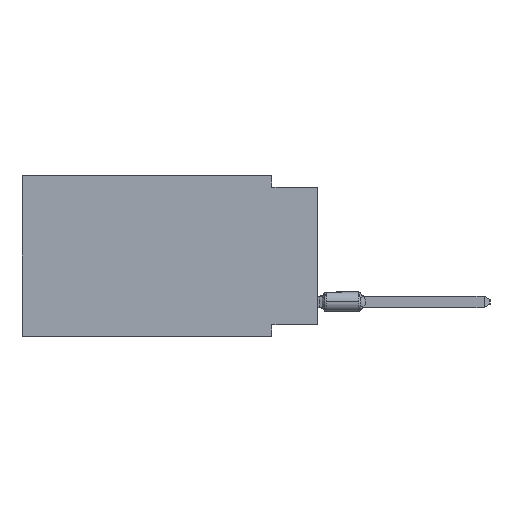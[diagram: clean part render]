
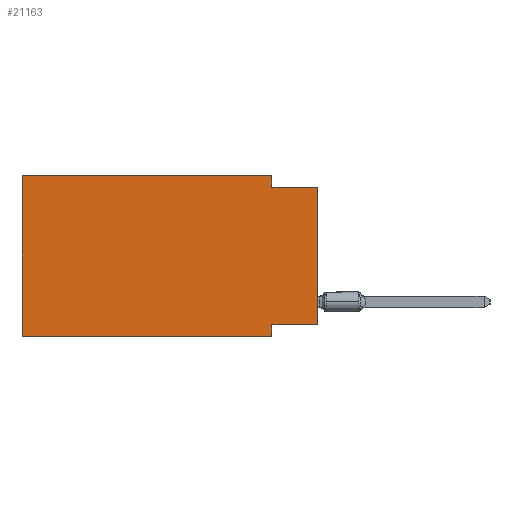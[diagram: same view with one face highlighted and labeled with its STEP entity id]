
A CAD part, left-side view. The second image highlights one B-rep face of the part: STEP entity #21163.
In plain terms, the highlighted planar face has unit normal (-1, 0, 0).
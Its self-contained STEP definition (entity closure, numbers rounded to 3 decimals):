
#559 = CARTESIAN_POINT ( 'NONE',  ( 0., 0., 0. ) ) ;
#1437 = VECTOR ( 'NONE', #17718, 1000. ) ;
#2532 = DIRECTION ( 'NONE',  ( 0., 0., 1. ) ) ;
#3623 = DIRECTION ( 'NONE',  ( 0., 0., -1. ) ) ;
#3645 = CARTESIAN_POINT ( 'NONE',  ( 0., 2.54, 0. ) ) ;
#3899 = LINE ( 'NONE', #19852, #19486 ) ;
#4033 = DIRECTION ( 'NONE',  ( 0., 1., 0. ) ) ;
#4054 = VECTOR ( 'NONE', #11482, 1000. ) ;
#4391 = EDGE_CURVE ( 'NONE', #6544, #22570, #18467, .T. ) ;
#4769 = DIRECTION ( 'NONE',  ( 0., -1., 0. ) ) ;
#5157 = CARTESIAN_POINT ( 'NONE',  ( 0., 16.383, -8.89 ) ) ;
#5408 = EDGE_CURVE ( 'NONE', #14814, #15334, #17849, .T. ) ;
#5483 = ORIENTED_EDGE ( 'NONE', *, *, #21973, .F. ) ;
#6309 = VERTEX_POINT ( 'NONE', #22424 ) ;
#6363 = DIRECTION ( 'NONE',  ( 0., 0., 1. ) ) ;
#6450 = VECTOR ( 'NONE', #14024, 1000. ) ;
#6487 = EDGE_CURVE ( 'NONE', #24189, #15334, #17171, .T. ) ;
#6531 = CARTESIAN_POINT ( 'NONE',  ( 0., 2.54, -8.89 ) ) ;
#6544 = VERTEX_POINT ( 'NONE', #7383 ) ;
#7383 = CARTESIAN_POINT ( 'NONE',  ( 0., 0., -8.255 ) ) ;
#8554 = ORIENTED_EDGE ( 'NONE', *, *, #19237, .F. ) ;
#8579 = CARTESIAN_POINT ( 'NONE',  ( 0., 16.383, 0. ) ) ;
#9360 = CARTESIAN_POINT ( 'NONE',  ( 0., 2.54, 0. ) ) ;
#9465 = CARTESIAN_POINT ( 'NONE',  ( 0., 2.54, -8.255 ) ) ;
#9489 = CARTESIAN_POINT ( 'NONE',  ( 0., 2.54, -8.89 ) ) ;
#9637 = ORIENTED_EDGE ( 'NONE', *, *, #15817, .F. ) ;
#10296 = LINE ( 'NONE', #18262, #18902 ) ;
#11482 = DIRECTION ( 'NONE',  ( 0., 0., -1. ) ) ;
#11987 = DIRECTION ( 'NONE',  ( 1., 0., 0. ) ) ;
#11992 = ORIENTED_EDGE ( 'NONE', *, *, #5408, .F. ) ;
#12368 = VECTOR ( 'NONE', #2532, 1000. ) ;
#12543 = DIRECTION ( 'NONE',  ( 0., -1., 0. ) ) ;
#13624 = EDGE_LOOP ( 'NONE', ( #16498, #14418, #5483, #8554, #9637, #17808, #11992, #19015 ) ) ;
#13891 = CARTESIAN_POINT ( 'NONE',  ( 0., 0., -0.635 ) ) ;
#14024 = DIRECTION ( 'NONE',  ( 0., -1., 0. ) ) ;
#14418 = ORIENTED_EDGE ( 'NONE', *, *, #24374, .F. ) ;
#14493 = AXIS2_PLACEMENT_3D ( 'NONE', #17865, #11987, #3623 ) ;
#14814 = VERTEX_POINT ( 'NONE', #9465 ) ;
#14819 = CARTESIAN_POINT ( 'NONE',  ( 0., 0., -0.635 ) ) ;
#15334 = VERTEX_POINT ( 'NONE', #6531 ) ;
#15507 = FACE_OUTER_BOUND ( 'NONE', #13624, .T. ) ;
#15817 = EDGE_CURVE ( 'NONE', #24189, #23375, #10296, .T. ) ;
#16496 = VECTOR ( 'NONE', #12543, 1000. ) ;
#16498 = ORIENTED_EDGE ( 'NONE', *, *, #4391, .T. ) ;
#16624 = CARTESIAN_POINT ( 'NONE',  ( 0., 16.383, -8.89 ) ) ;
#17171 = LINE ( 'NONE', #5157, #21953 ) ;
#17718 = DIRECTION ( 'NONE',  ( 0., 0., -1. ) ) ;
#17808 = ORIENTED_EDGE ( 'NONE', *, *, #6487, .T. ) ;
#17849 = LINE ( 'NONE', #9489, #1437 ) ;
#17865 = CARTESIAN_POINT ( 'NONE',  ( 0., 16.383, 0. ) ) ;
#18262 = CARTESIAN_POINT ( 'NONE',  ( 0., 16.383, 0. ) ) ;
#18467 = LINE ( 'NONE', #559, #12368 ) ;
#18902 = VECTOR ( 'NONE', #6363, 1000. ) ;
#19015 = ORIENTED_EDGE ( 'NONE', *, *, #22037, .F. ) ;
#19237 = EDGE_CURVE ( 'NONE', #23375, #19783, #20640, .T. ) ;
#19486 = VECTOR ( 'NONE', #4033, 1000. ) ;
#19783 = VERTEX_POINT ( 'NONE', #9360 ) ;
#19852 = CARTESIAN_POINT ( 'NONE',  ( 0., 0., -8.255 ) ) ;
#20516 = CARTESIAN_POINT ( 'NONE',  ( 0., 16.383, 0. ) ) ;
#20640 = LINE ( 'NONE', #20516, #16496 ) ;
#21163 = ADVANCED_FACE ( 'NONE', ( #15507 ), #23613, .F. ) ;
#21293 = LINE ( 'NONE', #3645, #4054 ) ;
#21953 = VECTOR ( 'NONE', #4769, 1000. ) ;
#21973 = EDGE_CURVE ( 'NONE', #19783, #6309, #21293, .T. ) ;
#22037 = EDGE_CURVE ( 'NONE', #6544, #14814, #3899, .T. ) ;
#22424 = CARTESIAN_POINT ( 'NONE',  ( 0., 2.54, -0.635 ) ) ;
#22570 = VERTEX_POINT ( 'NONE', #14819 ) ;
#23375 = VERTEX_POINT ( 'NONE', #8579 ) ;
#23613 = PLANE ( 'NONE',  #14493 ) ;
#23811 = LINE ( 'NONE', #13891, #6450 ) ;
#24189 = VERTEX_POINT ( 'NONE', #16624 ) ;
#24374 = EDGE_CURVE ( 'NONE', #6309, #22570, #23811, .T. ) ;
